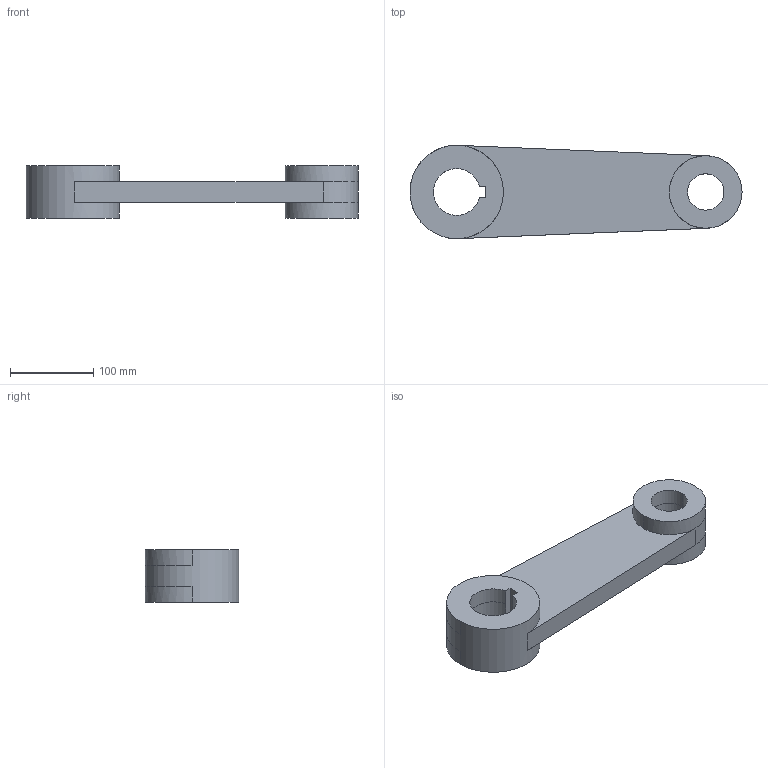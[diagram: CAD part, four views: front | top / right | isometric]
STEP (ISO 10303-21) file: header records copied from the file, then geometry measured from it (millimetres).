
FILE_DESCRIPTION(('CATIA V5 STEP Exchange'),'2;1');
FILE_NAME('Arm.stp','2022-03-20T02:13:52+00:00',('none'),('none'),'CATIA Version 5 Release 21 GA (IN-10)','CATIA V5 STEP AP203','none');
FILE_SCHEMA(('CONFIG_CONTROL_DESIGN'));
Length unit declared in the file: millimetre
Products named in the file (1): Arm
Bounding box: 400 x 112.5 x 63.3 mm (x, y, z)
Volume: 1302368.1 mm3; surface area: 135636.2 mm2
Topology: 1 solids, 1 shells, 31 faces, 77 edges, 48 vertices
Faces by surface type: cylinder 20, plane 11
Entity records: 866 total; most frequent: ORIENTED_EDGE 154, CARTESIAN_POINT 142, DIRECTION 109, EDGE_CURVE 77, AXIS2_PLACEMENT_3D 55, VERTEX_POINT 48, VECTOR 39, LINE 39
